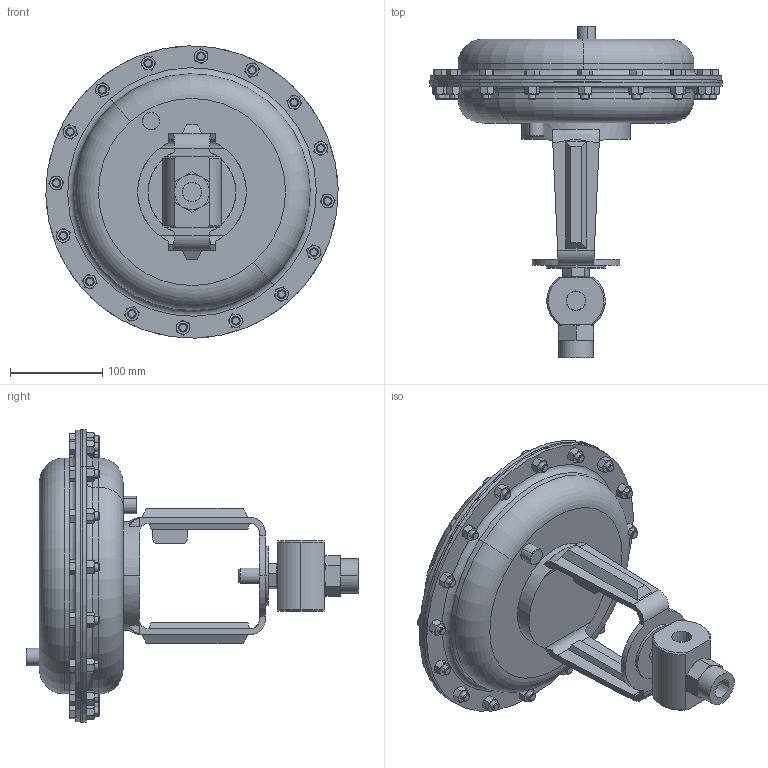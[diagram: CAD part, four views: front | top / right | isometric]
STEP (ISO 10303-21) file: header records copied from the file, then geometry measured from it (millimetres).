
FILE_DESCRIPTION (( 'STEP AP203' ), '1' );
FILE_NAME ('8000T-050-CB+SB-PT-55M.step', '2017-09-20T11:28:22', ( '' ), ( '' ), 'SwSTEP 2.0', 'SolidWorks 2014', '' );
FILE_SCHEMA (( 'CONFIG_CONTROL_DESIGN' ));
Length unit declared in the file: inch
Products named in the file (1): 8000T-050-CB+SB-PT-55M
Bounding box: 317.42 x 360.56 x 317.42 mm (x, y, z)
Volume: 5012530.2 mm3; surface area: 714366.2 mm2
Topology: 42 solids, 42 shells, 827 faces, 1766 edges, 1053 vertices
Faces by surface type: plane 363, cone 358, cylinder 82, torus 22, bspline 2
Entity records: 24322 total; most frequent: CARTESIAN_POINT 7385, ORIENTED_EDGE 3532, DIRECTION 3349, EDGE_CURVE 1766, AXIS2_PLACEMENT_3D 1393, VERTEX_POINT 1053, EDGE_LOOP 859, ADVANCED_FACE 827
